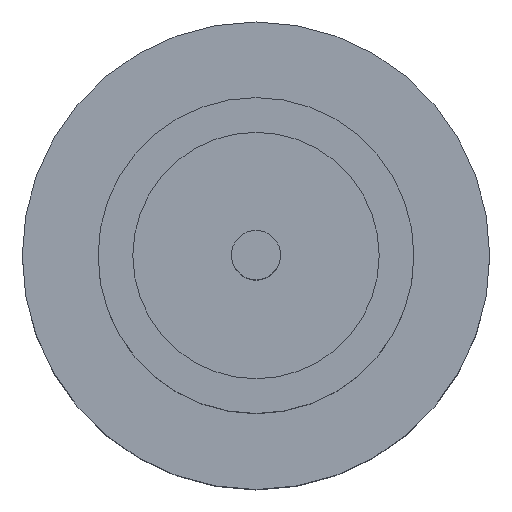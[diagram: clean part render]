
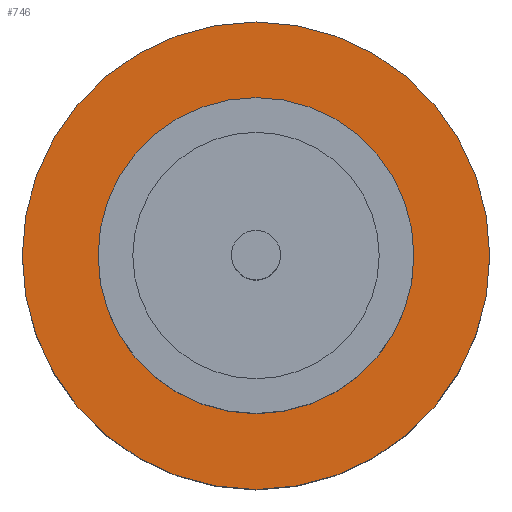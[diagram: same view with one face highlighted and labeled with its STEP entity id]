
A CAD part, top view. The second image highlights one B-rep face of the part: STEP entity #746.
In plain terms, the highlighted planar face has unit normal (0, 0, 1).
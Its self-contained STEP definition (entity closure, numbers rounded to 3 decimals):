
#23 = DIRECTION ( 'NONE',  ( 1., 0., 0. ) ) ;
#25 = ORIENTED_EDGE ( 'NONE', *, *, #308, .F. ) ;
#52 = DIRECTION ( 'NONE',  ( 1., 0., 0. ) ) ;
#120 = EDGE_CURVE ( 'NONE', #349, #217, #474, .T. ) ;
#132 = CARTESIAN_POINT ( 'NONE',  ( 1.25, 0., 1.55 ) ) ;
#155 = AXIS2_PLACEMENT_3D ( 'NONE', #587, #361, #23 ) ;
#178 = CIRCLE ( 'NONE', #312, 1.25 ) ;
#188 = EDGE_LOOP ( 'NONE', ( #635, #256 ) ) ;
#217 = VERTEX_POINT ( 'NONE', #500 ) ;
#219 = DIRECTION ( 'NONE',  ( 0., 0., 1. ) ) ;
#228 = EDGE_CURVE ( 'NONE', #254, #631, #178, .T. ) ;
#246 = EDGE_LOOP ( 'NONE', ( #25, #421 ) ) ;
#254 = VERTEX_POINT ( 'NONE', #284 ) ;
#256 = ORIENTED_EDGE ( 'NONE', *, *, #375, .T. ) ;
#272 = CARTESIAN_POINT ( 'NONE',  ( 0., 0., 1.55 ) ) ;
#284 = CARTESIAN_POINT ( 'NONE',  ( -1.25, 0., 1.55 ) ) ;
#308 = EDGE_CURVE ( 'NONE', #631, #254, #355, .T. ) ;
#311 = PLANE ( 'NONE',  #155 ) ;
#312 = AXIS2_PLACEMENT_3D ( 'NONE', #676, #386, #52 ) ;
#349 = VERTEX_POINT ( 'NONE', #625 ) ;
#355 = CIRCLE ( 'NONE', #685, 1.25 ) ;
#361 = DIRECTION ( 'NONE',  ( 0., 0., 1. ) ) ;
#371 = AXIS2_PLACEMENT_3D ( 'NONE', #451, #489, #727 ) ;
#375 = EDGE_CURVE ( 'NONE', #217, #349, #522, .T. ) ;
#386 = DIRECTION ( 'NONE',  ( 0., 0., 1. ) ) ;
#389 = CARTESIAN_POINT ( 'NONE',  ( 0., 0., 1.55 ) ) ;
#421 = ORIENTED_EDGE ( 'NONE', *, *, #228, .F. ) ;
#451 = CARTESIAN_POINT ( 'NONE',  ( 0., 0., 1.55 ) ) ;
#474 = CIRCLE ( 'NONE', #602, 1.85 ) ;
#489 = DIRECTION ( 'NONE',  ( 0., 0., 1. ) ) ;
#491 = FACE_OUTER_BOUND ( 'NONE', #188, .T. ) ;
#500 = CARTESIAN_POINT ( 'NONE',  ( 1.85, 0., 1.55 ) ) ;
#522 = CIRCLE ( 'NONE', #371, 1.85 ) ;
#566 = DIRECTION ( 'NONE',  ( 0., 0., 1. ) ) ;
#587 = CARTESIAN_POINT ( 'NONE',  ( 0., 0., 1.55 ) ) ;
#602 = AXIS2_PLACEMENT_3D ( 'NONE', #272, #219, #613 ) ;
#613 = DIRECTION ( 'NONE',  ( 1., 0., 0. ) ) ;
#623 = DIRECTION ( 'NONE',  ( 1., 0., 0. ) ) ;
#625 = CARTESIAN_POINT ( 'NONE',  ( -1.85, 0., 1.55 ) ) ;
#631 = VERTEX_POINT ( 'NONE', #132 ) ;
#635 = ORIENTED_EDGE ( 'NONE', *, *, #120, .T. ) ;
#659 = FACE_BOUND ( 'NONE', #246, .T. ) ;
#676 = CARTESIAN_POINT ( 'NONE',  ( 0., 0., 1.55 ) ) ;
#685 = AXIS2_PLACEMENT_3D ( 'NONE', #389, #566, #623 ) ;
#727 = DIRECTION ( 'NONE',  ( 1., 0., 0. ) ) ;
#746 = ADVANCED_FACE ( 'NONE', ( #659, #491 ), #311, .T. ) ;
